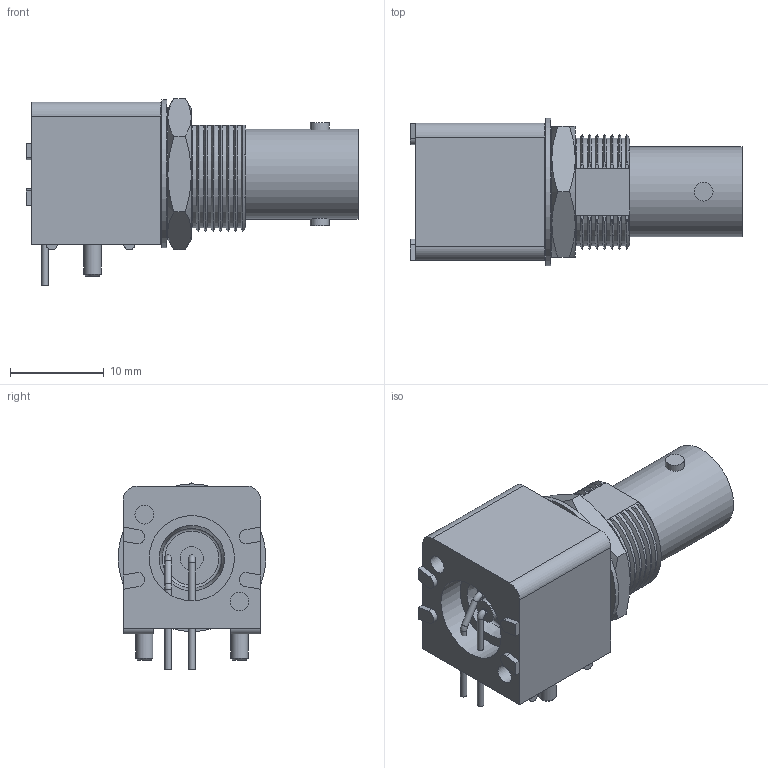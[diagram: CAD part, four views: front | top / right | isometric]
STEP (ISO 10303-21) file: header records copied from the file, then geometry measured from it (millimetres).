
FILE_DESCRIPTION(/* description */ (''),/* implementation_level */ '2;1');
FILE_NAME(/* name */ 'TYCO_1-1337543-0_a.stp',/* time_stamp */ '2016-01-12T11:28:43+01:00',/* author */ ('riccim'),/* organization */ (''),/* preprocessor_version */ 'ST-DEVELOPER v15.5',/* originating_system */ 'AutoCAD Mechanical',/* authorisation */ '');
FILE_SCHEMA (('AUTOMOTIVE_DESIGN { 1 0 10303 214 3 1 1 }'));
Length unit declared in the file: millimetre
Products named in the file (1): Product
Bounding box: 35.5 x 15.8 x 19.98 mm (x, y, z)
Volume: 4479.2 mm3; surface area: 4011.9 mm2
Topology: 36 solids, 36 shells, 324 faces, 685 edges, 424 vertices
Faces by surface type: plane 169, cylinder 109, cone 42, torus 4
Full cylindrical faces by diameter (mm): 0.7 x7, 1.05 x1, 1.8 x1, 1.85 x2, 2 x4, 2.5 x1, 4.2 x1, 8.3 x1, 9.1 x1, 9.605 x1, 12 x1, 15.8 x1
Entity records: 8516 total; most frequent: DIRECTION 1577, CARTESIAN_POINT 1544, ORIENTED_EDGE 1302, AXIS2_PLACEMENT_3D 672, EDGE_CURVE 651, VERTEX_POINT 421, EDGE_LOOP 368, FACE_OUTER_BOUND 324
